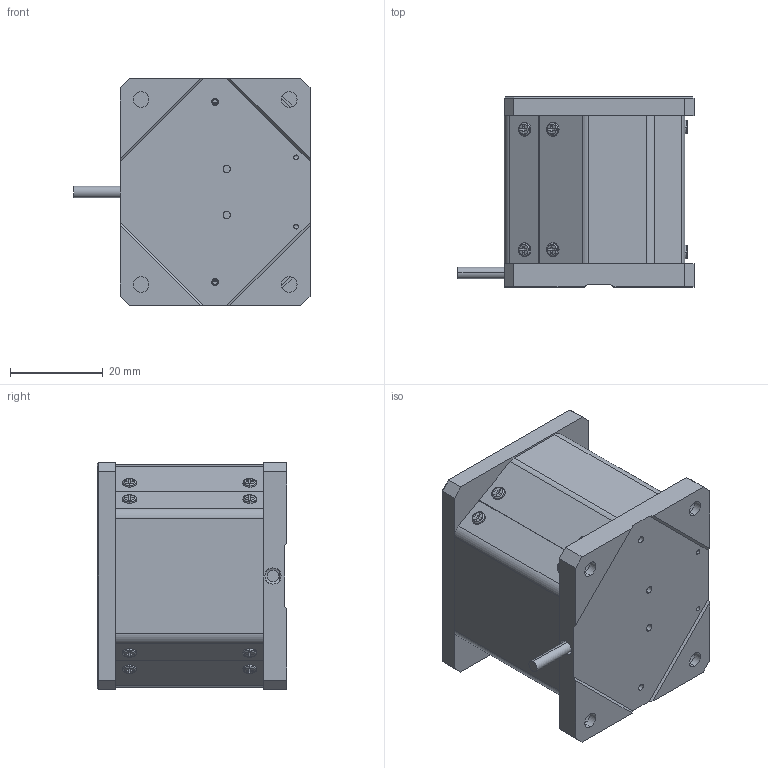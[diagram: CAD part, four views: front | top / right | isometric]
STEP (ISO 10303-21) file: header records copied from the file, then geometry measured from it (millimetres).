
FILE_DESCRIPTION (( 'STEP AP214' ), '1' );
FILE_NAME ('step_ES-50PM-11010.STEP', '2017-07-05T16:33:19', ( '' ), ( '' ), 'SwSTEP 2.0', 'SolidWorks 2014', '' );
FILE_SCHEMA (( 'AUTOMOTIVE_DESIGN' ));
Length unit declared in the file: millimetre
Products named in the file (10): 430849 ES-50 Piezo, Base; step_ES-50PM-11010; SCREW, MS-PPH, M-JCIS_M2 x 0.4 x 4mm; SCREW, SHCS-S, M-DIN_M2 x 0.4 x 04mm; 2.5mm Dia Cable_30mm; 430854 ES-50 Piezo, Enclosure, Back; 430853 ES-50 Piezo, Enclosure, Side_3 Piece Reninshaw; 430850 ES-50 Piezo, Carriage; 430852 ES-50 Piezo, Carriage Bracket, Back; 430851 ES-50 Piezo, Carriage Bracket, Side_Counterbores
Assembly tree (27 placements, depth 2):
  step_ES-50PM-11010
    430849 ES-50 Piezo, Base
    430851 ES-50 Piezo, Carriage Bracket, Side_Counterbores  x2
    430852 ES-50 Piezo, Carriage Bracket, Back
    430850 ES-50 Piezo, Carriage
    430853 ES-50 Piezo, Enclosure, Side_3 Piece Reninshaw  x2
    430854 ES-50 Piezo, Enclosure, Back
    2.5mm Dia Cable_30mm
    SCREW, SHCS-S, M-DIN_M2 x 0.4 x 04mm  x6
    SCREW, MS-PPH, M-JCIS_M2 x 0.4 x 4mm  x12
Bounding box: 51 x 41 x 49 mm (x, y, z)
Volume: 35491.8 mm3; surface area: 35832.3 mm2
Topology: 27 solids, 27 shells, 1333 faces, 3343 edges, 2088 vertices
Faces by surface type: plane 547, cylinder 546, cone 120, torus 120
Entity records: 24596 total; most frequent: CARTESIAN_POINT 4665, DIRECTION 4178, ORIENTED_EDGE 3834, EDGE_CURVE 1917, AXIS2_PLACEMENT_3D 1591, VERTEX_POINT 1242, LINE 996, VECTOR 996
